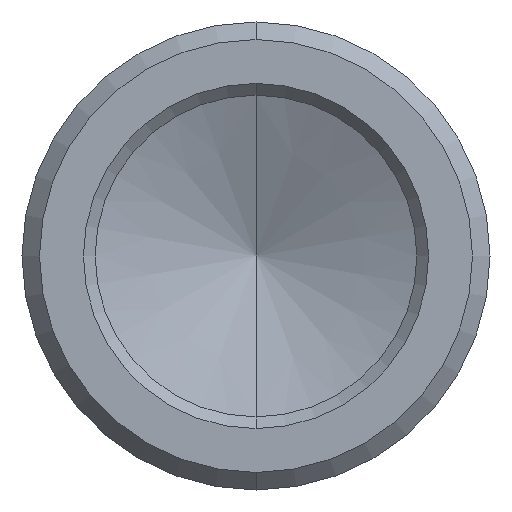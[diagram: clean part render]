
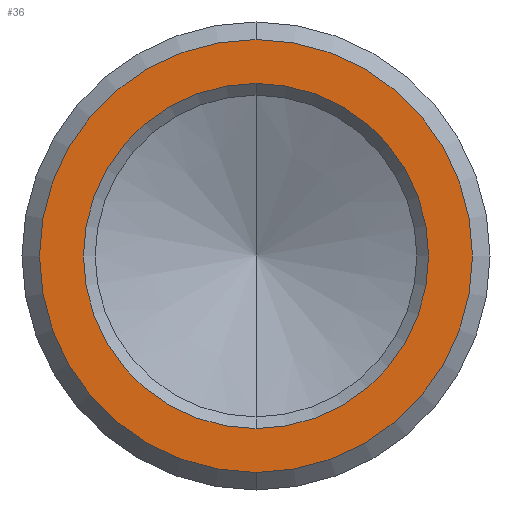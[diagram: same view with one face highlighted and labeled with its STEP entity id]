
A CAD part, front view. The second image highlights one B-rep face of the part: STEP entity #36.
In plain terms, the highlighted planar face has unit normal (0, -1, 0).
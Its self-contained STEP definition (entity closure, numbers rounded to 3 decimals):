
#10 = VERTEX_POINT ( 'NONE', #194 ) ;
#29 = ORIENTED_EDGE ( 'NONE', *, *, #32, .T. ) ;
#30 = ORIENTED_EDGE ( 'NONE', *, *, #151, .T. ) ;
#32 = EDGE_CURVE ( 'NONE', #152, #10, #209, .T. ) ;
#33 = ORIENTED_EDGE ( 'NONE', *, *, #177, .F. ) ;
#34 = ORIENTED_EDGE ( 'NONE', *, *, #35, .F. ) ;
#35 = EDGE_CURVE ( 'NONE', #102, #103, #267, .T. ) ;
#36 = ADVANCED_FACE ( 'NONE', ( #262, #261 ), #260, .T. ) ;
#37 = EDGE_LOOP ( 'NONE', ( #34, #33 ) ) ;
#42 = EDGE_LOOP ( 'NONE', ( #29, #30 ) ) ;
#102 = VERTEX_POINT ( 'NONE', #336 ) ;
#103 = VERTEX_POINT ( 'NONE', #335 ) ;
#151 = EDGE_CURVE ( 'NONE', #10, #152, #450, .T. ) ;
#152 = VERTEX_POINT ( 'NONE', #445 ) ;
#177 = EDGE_CURVE ( 'NONE', #103, #102, #516, .T. ) ;
#194 = CARTESIAN_POINT ( 'NONE',  ( 0., 0., -3.7 ) ) ;
#208 = AXIS2_PLACEMENT_3D ( 'NONE', #213, #269, #268 ) ;
#209 = CIRCLE ( 'NONE', #208, 3.7 ) ;
#213 = CARTESIAN_POINT ( 'NONE',  ( 0., 0., 0. ) ) ;
#256 = DIRECTION ( 'NONE',  ( 0., 0., -1. ) ) ;
#257 = DIRECTION ( 'NONE',  ( 0., -1., 0. ) ) ;
#258 = CARTESIAN_POINT ( 'NONE',  ( 3.7, 0., 0. ) ) ;
#259 = AXIS2_PLACEMENT_3D ( 'NONE', #258, #257, #256 ) ;
#260 = PLANE ( 'NONE',  #259 ) ;
#261 = FACE_OUTER_BOUND ( 'NONE', #42, .T. ) ;
#262 = FACE_BOUND ( 'NONE', #37, .T. ) ;
#263 = DIRECTION ( 'NONE',  ( 0., 0., -1. ) ) ;
#264 = DIRECTION ( 'NONE',  ( 0., -1., 0. ) ) ;
#265 = CARTESIAN_POINT ( 'NONE',  ( 0., 0., 0. ) ) ;
#266 = AXIS2_PLACEMENT_3D ( 'NONE', #265, #264, #263 ) ;
#267 = CIRCLE ( 'NONE', #266, 2.95 ) ;
#268 = DIRECTION ( 'NONE',  ( 0., 0., -1. ) ) ;
#269 = DIRECTION ( 'NONE',  ( 0., -1., 0. ) ) ;
#335 = CARTESIAN_POINT ( 'NONE',  ( 0., 0., 2.95 ) ) ;
#336 = CARTESIAN_POINT ( 'NONE',  ( 0., 0., -2.95 ) ) ;
#445 = CARTESIAN_POINT ( 'NONE',  ( 0., 0., 3.7 ) ) ;
#446 = DIRECTION ( 'NONE',  ( 0., 0., -1. ) ) ;
#447 = DIRECTION ( 'NONE',  ( 0., -1., 0. ) ) ;
#448 = CARTESIAN_POINT ( 'NONE',  ( 0., 0., 0. ) ) ;
#449 = AXIS2_PLACEMENT_3D ( 'NONE', #448, #447, #446 ) ;
#450 = CIRCLE ( 'NONE', #449, 3.7 ) ;
#512 = DIRECTION ( 'NONE',  ( 0., 0., -1. ) ) ;
#513 = DIRECTION ( 'NONE',  ( 0., -1., 0. ) ) ;
#514 = CARTESIAN_POINT ( 'NONE',  ( 0., 0., 0. ) ) ;
#515 = AXIS2_PLACEMENT_3D ( 'NONE', #514, #513, #512 ) ;
#516 = CIRCLE ( 'NONE', #515, 2.95 ) ;
